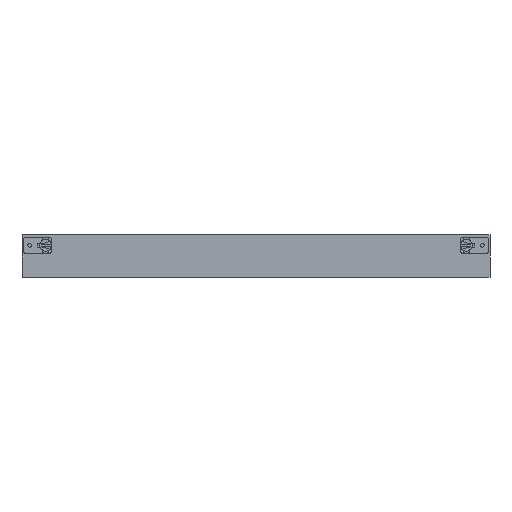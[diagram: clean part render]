
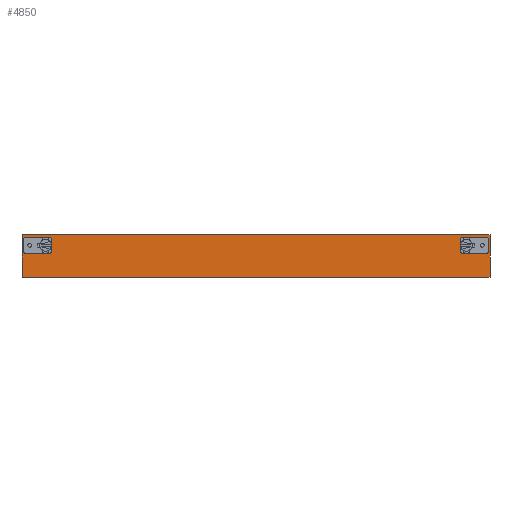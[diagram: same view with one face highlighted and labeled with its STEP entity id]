
A CAD part, top view. The second image highlights one B-rep face of the part: STEP entity #4850.
In plain terms, the highlighted planar face has unit normal (0, 0, 1).
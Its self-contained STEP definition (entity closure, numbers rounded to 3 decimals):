
#4205=CARTESIAN_POINT('',(-191.,37.5,1.));
#4206=DIRECTION('',(0.,0.,1.));
#4207=DIRECTION('',(1.,0.,0.));
#4208=AXIS2_PLACEMENT_3D('',#4205,#4206,#4207);
#4213=CARTESIAN_POINT('',(-191.,37.5,1.));
#4214=DIRECTION('',(0.,0.,1.));
#4215=DIRECTION('',(-1.,0.,0.));
#4216=AXIS2_PLACEMENT_3D('',#4213,#4214,#4215);
#4221=CARTESIAN_POINT('',(-172.,37.5,1.));
#4222=DIRECTION('',(0.,0.,1.));
#4223=DIRECTION('',(-0.896,-0.445,0.));
#4224=AXIS2_PLACEMENT_3D('',#4221,#4222,#4223);
#4229=DIRECTION('',(-1.,0.,0.));
#4230=VECTOR('',#4229,5.239);
#4231=CARTESIAN_POINT('',(-176.411,39.69,1.));
#4232=LINE('',#4231,#4230);
#4236=DIRECTION('',(0.,-1.,0.));
#4237=VECTOR('',#4236,4.38);
#4238=CARTESIAN_POINT('',(-181.65,39.69,1.));
#4239=LINE('',#4238,#4237);
#4243=DIRECTION('',(1.,0.,0.));
#4244=VECTOR('',#4243,5.239);
#4245=CARTESIAN_POINT('',(-181.65,35.31,1.));
#4246=LINE('',#4245,#4244);
#4250=CARTESIAN_POINT('',(341.,37.5,1.));
#4251=DIRECTION('',(0.,0.,1.));
#4252=DIRECTION('',(-1.,0.,0.));
#4253=AXIS2_PLACEMENT_3D('',#4250,#4251,#4252);
#4258=CARTESIAN_POINT('',(341.,37.5,1.));
#4259=DIRECTION('',(0.,0.,1.));
#4260=DIRECTION('',(1.,0.,0.));
#4261=AXIS2_PLACEMENT_3D('',#4258,#4259,#4260);
#4266=CARTESIAN_POINT('',(322.,37.5,1.));
#4267=DIRECTION('',(0.,0.,1.));
#4268=DIRECTION('',(0.896,0.445,0.));
#4269=AXIS2_PLACEMENT_3D('',#4266,#4267,#4268);
#4274=DIRECTION('',(1.,0.,0.));
#4275=VECTOR('',#4274,5.239);
#4276=CARTESIAN_POINT('',(326.411,35.31,1.));
#4277=LINE('',#4276,#4275);
#4281=DIRECTION('',(0.,1.,0.));
#4282=VECTOR('',#4281,4.38);
#4283=CARTESIAN_POINT('',(331.65,35.31,1.));
#4284=LINE('',#4283,#4282);
#4288=DIRECTION('',(-1.,0.,0.));
#4289=VECTOR('',#4288,5.239);
#4290=CARTESIAN_POINT('',(331.65,39.69,1.));
#4291=LINE('',#4290,#4289);
#4295=DIRECTION('',(0.,1.,0.));
#4296=VECTOR('',#4295,50.);
#4297=CARTESIAN_POINT('',(-200.,0.,1.));
#4298=LINE('',#4297,#4296);
#4302=DIRECTION('',(1.,0.,0.));
#4303=VECTOR('',#4302,550.);
#4304=CARTESIAN_POINT('',(-200.,50.,1.));
#4305=LINE('',#4304,#4303);
#4309=DIRECTION('',(0.,-1.,0.));
#4310=VECTOR('',#4309,50.);
#4311=CARTESIAN_POINT('',(350.,50.,1.));
#4312=LINE('',#4311,#4310);
#4435=DIRECTION('',(1.,0.,0.));
#4436=VECTOR('',#4435,550.);
#4437=CARTESIAN_POINT('',(-200.,0.,1.));
#4438=LINE('',#4437,#4436);
#4645=CARTESIAN_POINT('',(350.,50.,1.));
#4646=VERTEX_POINT('',#4645);
#4647=CARTESIAN_POINT('',(350.,0.,1.));
#4648=VERTEX_POINT('',#4647);
#4649=CARTESIAN_POINT('',(336.75,37.5,1.));
#4650=CARTESIAN_POINT('',(345.25,37.5,1.));
#4651=VERTEX_POINT('',#4649);
#4652=VERTEX_POINT('',#4650);
#4653=CARTESIAN_POINT('',(326.411,35.31,1.));
#4654=CARTESIAN_POINT('',(331.65,35.31,1.));
#4655=VERTEX_POINT('',#4653);
#4656=VERTEX_POINT('',#4654);
#4657=CARTESIAN_POINT('',(331.65,39.69,1.));
#4658=VERTEX_POINT('',#4657);
#4659=CARTESIAN_POINT('',(326.411,39.69,1.));
#4660=VERTEX_POINT('',#4659);
#4691=CARTESIAN_POINT('',(-200.,50.,1.));
#4692=VERTEX_POINT('',#4691);
#4695=CARTESIAN_POINT('',(-200.,0.,1.));
#4696=VERTEX_POINT('',#4695);
#4697=CARTESIAN_POINT('',(-176.411,39.69,1.));
#4698=CARTESIAN_POINT('',(-181.65,39.69,1.));
#4699=VERTEX_POINT('',#4697);
#4700=VERTEX_POINT('',#4698);
#4701=CARTESIAN_POINT('',(-181.65,35.31,1.));
#4702=VERTEX_POINT('',#4701);
#4703=CARTESIAN_POINT('',(-176.411,35.31,1.));
#4704=VERTEX_POINT('',#4703);
#4705=CARTESIAN_POINT('',(-186.75,37.5,1.));
#4706=CARTESIAN_POINT('',(-195.25,37.5,1.));
#4707=VERTEX_POINT('',#4705);
#4708=VERTEX_POINT('',#4706);
#4805=CARTESIAN_POINT('',(0.,0.,1.));
#4806=DIRECTION('',(0.,0.,1.));
#4807=DIRECTION('',(1.,0.,0.));
#4808=AXIS2_PLACEMENT_3D('',#4805,#4806,#4807);
#4809=PLANE('',#4808);
#4811=ORIENTED_EDGE('',*,*,#4810,.F.);
#4813=ORIENTED_EDGE('',*,*,#4812,.T.);
#4815=ORIENTED_EDGE('',*,*,#4814,.T.);
#4817=ORIENTED_EDGE('',*,*,#4816,.T.);
#4818=EDGE_LOOP('',(#4811,#4813,#4815,#4817));
#4819=FACE_OUTER_BOUND('',#4818,.F.);
#4821=ORIENTED_EDGE('',*,*,#4820,.T.);
#4823=ORIENTED_EDGE('',*,*,#4822,.T.);
#4825=ORIENTED_EDGE('',*,*,#4824,.T.);
#4827=ORIENTED_EDGE('',*,*,#4826,.T.);
#4828=EDGE_LOOP('',(#4821,#4823,#4825,#4827));
#4829=FACE_BOUND('',#4828,.F.);
#4831=ORIENTED_EDGE('',*,*,#4830,.T.);
#4833=ORIENTED_EDGE('',*,*,#4832,.T.);
#4834=EDGE_LOOP('',(#4831,#4833));
#4835=FACE_BOUND('',#4834,.F.);
#4837=ORIENTED_EDGE('',*,*,#4836,.T.);
#4839=ORIENTED_EDGE('',*,*,#4838,.T.);
#4841=ORIENTED_EDGE('',*,*,#4840,.T.);
#4843=ORIENTED_EDGE('',*,*,#4842,.T.);
#4844=EDGE_LOOP('',(#4837,#4839,#4841,#4843));
#4845=FACE_BOUND('',#4844,.F.);
#4846=ORIENTED_EDGE('',*,*,#4785,.T.);
#4847=ORIENTED_EDGE('',*,*,#4799,.T.);
#4848=EDGE_LOOP('',(#4846,#4847));
#4849=FACE_BOUND('',#4848,.F.);
#4209=CIRCLE('',#4208,4.25);
#4217=CIRCLE('',#4216,4.25);
#4225=CIRCLE('',#4224,4.925);
#4254=CIRCLE('',#4253,4.25);
#4262=CIRCLE('',#4261,4.25);
#4270=CIRCLE('',#4269,4.925);
#4785=EDGE_CURVE('',#4707,#4708,#4209,.T.);
#4799=EDGE_CURVE('',#4708,#4707,#4217,.T.);
#4810=EDGE_CURVE('',#4696,#4648,#4438,.T.);
#4812=EDGE_CURVE('',#4696,#4692,#4298,.T.);
#4814=EDGE_CURVE('',#4692,#4646,#4305,.T.);
#4816=EDGE_CURVE('',#4646,#4648,#4312,.T.);
#4820=EDGE_CURVE('',#4704,#4699,#4225,.T.);
#4822=EDGE_CURVE('',#4699,#4700,#4232,.T.);
#4824=EDGE_CURVE('',#4700,#4702,#4239,.T.);
#4826=EDGE_CURVE('',#4702,#4704,#4246,.T.);
#4830=EDGE_CURVE('',#4651,#4652,#4254,.T.);
#4832=EDGE_CURVE('',#4652,#4651,#4262,.T.);
#4836=EDGE_CURVE('',#4660,#4655,#4270,.T.);
#4838=EDGE_CURVE('',#4655,#4656,#4277,.T.);
#4840=EDGE_CURVE('',#4656,#4658,#4284,.T.);
#4842=EDGE_CURVE('',#4658,#4660,#4291,.T.);
#4850=ADVANCED_FACE('',(#4819,#4829,#4835,#4845,#4849),#4809,.T.);
